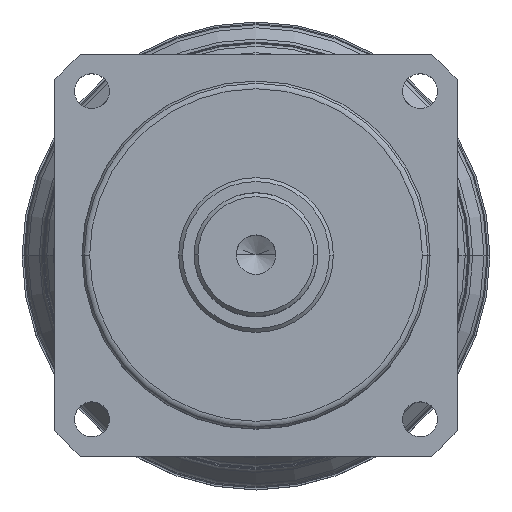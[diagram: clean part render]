
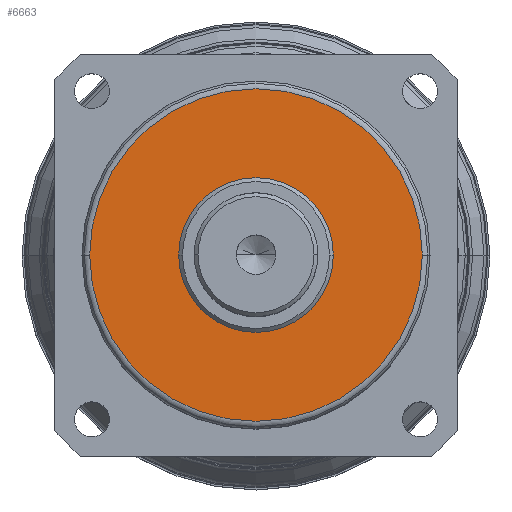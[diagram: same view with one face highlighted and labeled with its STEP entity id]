
A CAD part, top view. The second image highlights one B-rep face of the part: STEP entity #6663.
In plain terms, the highlighted planar face has unit normal (0, 0, 1).
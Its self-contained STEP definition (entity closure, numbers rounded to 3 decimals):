
#2028=CARTESIAN_POINT('',(0.,0.,133.7));
#2029=DIRECTION('',(0.,0.,1.));
#2030=DIRECTION('',(1.,0.,0.));
#2031=AXIS2_PLACEMENT_3D('',#2028,#2029,#2030);
#2033=CARTESIAN_POINT('',(0.,0.,133.7));
#2034=DIRECTION('',(0.,0.,1.));
#2035=DIRECTION('',(-1.,0.,0.));
#2036=AXIS2_PLACEMENT_3D('',#2033,#2034,#2035);
#2038=CARTESIAN_POINT('',(0.,0.,133.7));
#2039=DIRECTION('',(0.,0.,-1.));
#2040=DIRECTION('',(1.,0.,0.));
#2041=AXIS2_PLACEMENT_3D('',#2038,#2039,#2040);
#2043=CARTESIAN_POINT('',(0.,0.,133.7));
#2044=DIRECTION('',(0.,0.,-1.));
#2045=DIRECTION('',(-1.,0.,0.));
#2046=AXIS2_PLACEMENT_3D('',#2043,#2044,#2045);
#3858=CARTESIAN_POINT('',(-20.,0.,133.7));
#3860=VERTEX_POINT('',#3858);
#3862=CARTESIAN_POINT('',(20.,0.,133.7));
#3864=VERTEX_POINT('',#3862);
#3934=CARTESIAN_POINT('',(-43.,0.,133.7));
#3935=VERTEX_POINT('',#3934);
#3936=CARTESIAN_POINT('',(43.,0.,133.7));
#3937=VERTEX_POINT('',#3936);
#6647=CARTESIAN_POINT('',(0.,0.,133.7));
#6648=DIRECTION('',(0.,0.,1.));
#6649=DIRECTION('',(1.,0.,0.));
#6650=AXIS2_PLACEMENT_3D('',#6647,#6648,#6649);
#6651=PLANE('',#6650);
#6652=ORIENTED_EDGE('',*,*,#6637,.F.);
#6654=ORIENTED_EDGE('',*,*,#6653,.F.);
#6655=EDGE_LOOP('',(#6652,#6654));
#6656=FACE_OUTER_BOUND('',#6655,.F.);
#6658=ORIENTED_EDGE('',*,*,#6657,.F.);
#6660=ORIENTED_EDGE('',*,*,#6659,.F.);
#6661=EDGE_LOOP('',(#6658,#6660));
#6662=FACE_BOUND('',#6661,.F.);
#6663=ADVANCED_FACE('',(#6656,#6662),#6651,.T.);
#2032=CIRCLE('',#2031,43.);
#2037=CIRCLE('',#2036,43.);
#2042=CIRCLE('',#2041,20.);
#2047=CIRCLE('',#2046,20.);
#6637=EDGE_CURVE('',#3937,#3935,#2032,.T.);
#6653=EDGE_CURVE('',#3935,#3937,#2037,.T.);
#6657=EDGE_CURVE('',#3864,#3860,#2042,.T.);
#6659=EDGE_CURVE('',#3860,#3864,#2047,.T.);
